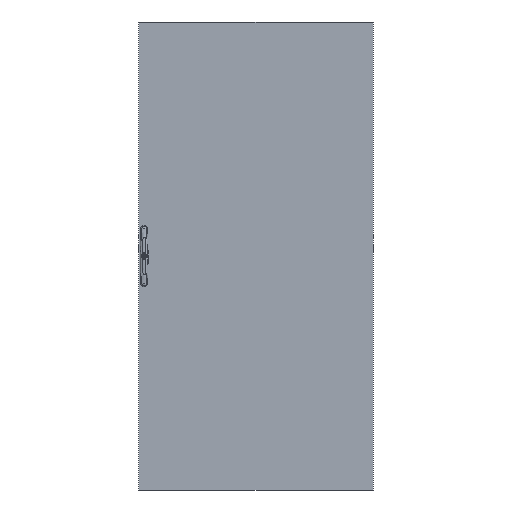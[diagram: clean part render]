
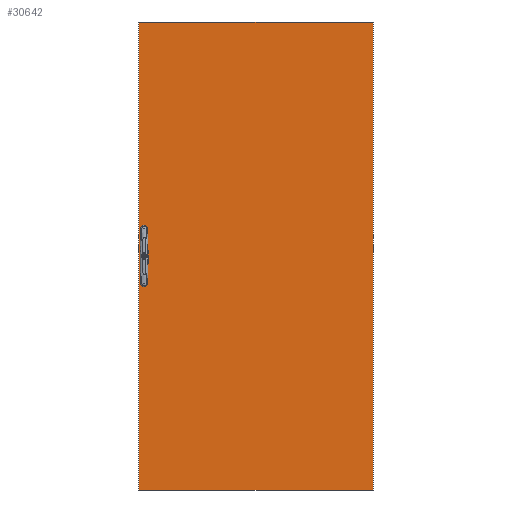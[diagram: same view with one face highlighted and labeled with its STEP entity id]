
A CAD part, front view. The second image highlights one B-rep face of the part: STEP entity #30642.
In plain terms, the highlighted planar face has unit normal (0, -1, 0).
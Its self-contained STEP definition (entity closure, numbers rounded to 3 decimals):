
#6665 = VERTEX_POINT ( 'NONE', #51680 ) ;
#8620 = FACE_OUTER_BOUND ( 'NONE', #89787, .T. ) ;
#10036 = ORIENTED_EDGE ( 'NONE', *, *, #40195, .F. ) ;
#10949 = DIRECTION ( 'NONE',  ( -1., 0., 0. ) ) ;
#11855 = DIRECTION ( 'NONE',  ( 0., 0., 1. ) ) ;
#11890 = ORIENTED_EDGE ( 'NONE', *, *, #28902, .F. ) ;
#12671 = LINE ( 'NONE', #92868, #50348 ) ;
#16408 = VERTEX_POINT ( 'NONE', #17317 ) ;
#17317 = CARTESIAN_POINT ( 'NONE',  ( -19.547, -0.079, 39.055 ) ) ;
#17780 = VECTOR ( 'NONE', #10949, 39.37 ) ;
#28789 = ORIENTED_EDGE ( 'NONE', *, *, #39832, .F. ) ;
#28902 = EDGE_CURVE ( 'NONE', #62222, #16408, #44442, .T. ) ;
#29993 = CARTESIAN_POINT ( 'NONE',  ( 0., -0.079, -39.055 ) ) ;
#30642 = ADVANCED_FACE ( 'NONE', ( #8620 ), #88801, .F. ) ;
#31463 = EDGE_CURVE ( 'NONE', #16408, #6665, #12671, .T. ) ;
#35808 = CARTESIAN_POINT ( 'NONE',  ( 19.547, -0.079, 0. ) ) ;
#39832 = EDGE_CURVE ( 'NONE', #68261, #62222, #49723, .T. ) ;
#40195 = EDGE_CURVE ( 'NONE', #6665, #68261, #56828, .T. ) ;
#41865 = AXIS2_PLACEMENT_3D ( 'NONE', #128840, #59194, #11855 ) ;
#44442 = LINE ( 'NONE', #122680, #106695 ) ;
#49723 = LINE ( 'NONE', #29993, #17780 ) ;
#50348 = VECTOR ( 'NONE', #64552, 39.37 ) ;
#51680 = CARTESIAN_POINT ( 'NONE',  ( 19.547, -0.079, 39.055 ) ) ;
#53032 = DIRECTION ( 'NONE',  ( 0., 0., 1. ) ) ;
#56828 = LINE ( 'NONE', #35808, #59807 ) ;
#59194 = DIRECTION ( 'NONE',  ( 0., 1., 0. ) ) ;
#59807 = VECTOR ( 'NONE', #96943, 39.37 ) ;
#62222 = VERTEX_POINT ( 'NONE', #89240 ) ;
#64552 = DIRECTION ( 'NONE',  ( 1., 0., 0. ) ) ;
#68261 = VERTEX_POINT ( 'NONE', #108305 ) ;
#80335 = ORIENTED_EDGE ( 'NONE', *, *, #31463, .F. ) ;
#88801 = PLANE ( 'NONE',  #41865 ) ;
#89240 = CARTESIAN_POINT ( 'NONE',  ( -19.547, -0.079, -39.055 ) ) ;
#89787 = EDGE_LOOP ( 'NONE', ( #11890, #28789, #10036, #80335 ) ) ;
#92868 = CARTESIAN_POINT ( 'NONE',  ( 0., -0.079, 39.055 ) ) ;
#96943 = DIRECTION ( 'NONE',  ( 0., 0., -1. ) ) ;
#106695 = VECTOR ( 'NONE', #53032, 39.37 ) ;
#108305 = CARTESIAN_POINT ( 'NONE',  ( 19.547, -0.079, -39.055 ) ) ;
#122680 = CARTESIAN_POINT ( 'NONE',  ( -19.547, -0.079, 0. ) ) ;
#128840 = CARTESIAN_POINT ( 'NONE',  ( 0., -0.079, 0. ) ) ;
